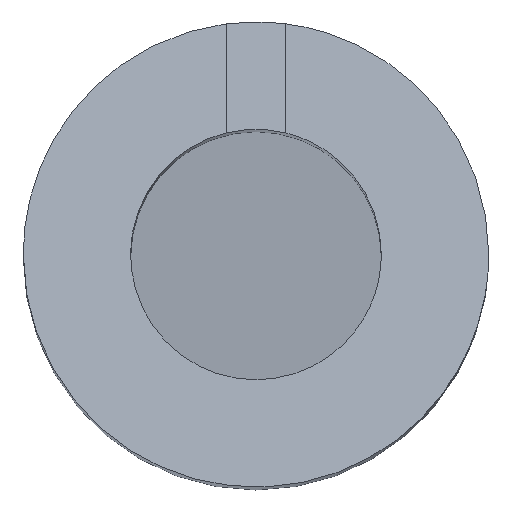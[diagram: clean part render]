
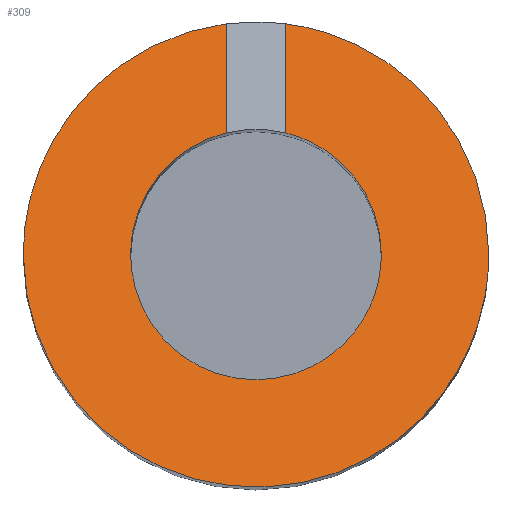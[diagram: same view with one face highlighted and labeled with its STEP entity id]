
A CAD part, top view. The second image highlights one B-rep face of the part: STEP entity #309.
In plain terms, the highlighted planar face has unit normal (0, 0.284, 0.959).
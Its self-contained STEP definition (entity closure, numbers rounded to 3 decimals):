
#2 = ORIENTED_EDGE ( 'NONE', *, *, #155, .T. ) ;
#3 = CARTESIAN_POINT ( 'NONE',  ( -2.1, 0., 26.387 ) ) ;
#6 = CARTESIAN_POINT ( 'NONE',  ( 3.9, 0., 26.387 ) ) ;
#7 = VERTEX_POINT ( 'NONE', #119 ) ;
#17 = DIRECTION ( 'NONE',  ( 0., 0.959, -0.284 ) ) ;
#20 = CARTESIAN_POINT ( 'NONE',  ( 0.5, 3.868, 25.241 ) ) ;
#28 = EDGE_LOOP ( 'NONE', ( #136, #161, #220, #334, #2, #109, #158, #84 ) ) ;
#29 = VERTEX_POINT ( 'NONE', #175 ) ;
#33 = CARTESIAN_POINT ( 'NONE',  ( -2.1, 0., 26.387 ) ) ;
#37 = LINE ( 'NONE', #254, #260 ) ;
#40 = CARTESIAN_POINT ( 'NONE',  ( -3.9, 0., 26.387 ) ) ;
#41 = DIRECTION ( 'NONE',  ( 0., 0.959, -0.284 ) ) ;
#42 = CARTESIAN_POINT ( 'NONE',  ( 0.5, 2.04, 25.782 ) ) ;
#44 = DIRECTION ( 'NONE',  ( 1., 0., 0. ) ) ;
#53 = CARTESIAN_POINT ( 'NONE',  ( -0.5, 2.04, 25.782 ) ) ;
#62 = CARTESIAN_POINT ( 'NONE',  ( 0.5, 3.868, 25.241 ) ) ;
#69 = CARTESIAN_POINT ( 'NONE',  ( -2.1, 0., 26.387 ) ) ;
#70 = EDGE_CURVE ( 'NONE', #323, #116, #37, .T. ) ;
#71 = CARTESIAN_POINT ( 'NONE',  ( -3.9, -7.8, 28.697 ) ) ;
#84 = ORIENTED_EDGE ( 'NONE', *, *, #94, .F. ) ;
#94 = EDGE_CURVE ( 'NONE', #167, #327, #201, .T. ) ;
#103 = CARTESIAN_POINT ( 'NONE',  ( -3.9, 2.058, 25.777 ) ) ;
#109 = ORIENTED_EDGE ( 'NONE', *, *, #70, .F. ) ;
#111 = EDGE_CURVE ( 'NONE', #29, #185, #146, .T. ) ;
#116 = VERTEX_POINT ( 'NONE', #20 ) ;
#117 = CARTESIAN_POINT ( 'NONE',  ( 3.9, -7.8, 28.697 ) ) ;
#118 = EDGE_CURVE ( 'NONE', #185, #300, #166, .T. ) ;
#119 = CARTESIAN_POINT ( 'NONE',  ( 3.9, 0., 26.387 ) ) ;
#136 = ORIENTED_EDGE ( 'NONE', *, *, #169, .F. ) ;
#140 = CARTESIAN_POINT ( 'NONE',  ( 2.1, 0., 26.387 ) ) ;
#145 = CARTESIAN_POINT ( 'NONE',  ( 2.1, 1.007, 26.088 ) ) ;
#146 = LINE ( 'NONE', #256, #336 ) ;
#155 = EDGE_CURVE ( 'NONE', #7, #116, #239, .T. ) ;
#158 = ORIENTED_EDGE ( 'NONE', *, *, #318, .F. ) ;
#161 = ORIENTED_EDGE ( 'NONE', *, *, #111, .T. ) ;
#164 = CARTESIAN_POINT ( 'NONE',  ( 2.541, 3.604, 25.319 ) ) ;
#166 =( BOUNDED_CURVE ( )  B_SPLINE_CURVE ( 3, ( #340, #314, #103, #206 ),
 .UNSPECIFIED., .F., .F. ) 
 B_SPLINE_CURVE_WITH_KNOTS ( ( 4, 4 ),
 ( 0.129, 1.571 ),
 .UNSPECIFIED. ) 
 CURVE ( )  GEOMETRIC_REPRESENTATION_ITEM ( )  RATIONAL_B_SPLINE_CURVE ( ( 1., 0.834, 0.834, 1. ) ) 
 REPRESENTATION_ITEM ( '' )  );
#167 = VERTEX_POINT ( 'NONE', #3 ) ;
#169 = EDGE_CURVE ( 'NONE', #29, #167, #252, .T. ) ;
#175 = CARTESIAN_POINT ( 'NONE',  ( -0.5, 2.04, 25.782 ) ) ;
#176 = CARTESIAN_POINT ( 'NONE',  ( 0.5, 2.04, 25.782 ) ) ;
#178 = CARTESIAN_POINT ( 'NONE',  ( -2.1, -4.2, 27.631 ) ) ;
#183 = CARTESIAN_POINT ( 'NONE',  ( -2.1, 1.007, 26.088 ) ) ;
#185 = VERTEX_POINT ( 'NONE', #218 ) ;
#201 =( BOUNDED_CURVE ( )  B_SPLINE_CURVE ( 3, ( #69, #178, #289, #140 ),
 .UNSPECIFIED., .F., .T. ) 
 B_SPLINE_CURVE_WITH_KNOTS ( ( 4, 4 ),
 ( 1.571, 4.712 ),
 .UNSPECIFIED. ) 
 CURVE ( )  GEOMETRIC_REPRESENTATION_ITEM ( )  RATIONAL_B_SPLINE_CURVE ( ( 1., 0.333, 0.333, 1. ) ) 
 REPRESENTATION_ITEM ( '' )  );
#203 = CARTESIAN_POINT ( 'NONE',  ( -3.9, 0., 26.387 ) ) ;
#206 = CARTESIAN_POINT ( 'NONE',  ( -3.9, 0., 26.387 ) ) ;
#218 = CARTESIAN_POINT ( 'NONE',  ( -0.5, 3.868, 25.241 ) ) ;
#220 = ORIENTED_EDGE ( 'NONE', *, *, #118, .T. ) ;
#227 = CARTESIAN_POINT ( 'NONE',  ( 1.478, 1.8, 25.853 ) ) ;
#231 = CARTESIAN_POINT ( 'NONE',  ( 0., 7.186, 24.258 ) ) ;
#239 =( BOUNDED_CURVE ( )  B_SPLINE_CURVE ( 3, ( #6, #299, #164, #62 ),
 .UNSPECIFIED., .F., .F. ) 
 B_SPLINE_CURVE_WITH_KNOTS ( ( 4, 4 ),
 ( 4.712, 6.155 ),
 .UNSPECIFIED. ) 
 CURVE ( )  GEOMETRIC_REPRESENTATION_ITEM ( )  RATIONAL_B_SPLINE_CURVE ( ( 1., 0.834, 0.834, 1. ) ) 
 REPRESENTATION_ITEM ( '' )  );
#250 = DIRECTION ( 'NONE',  ( 0., 0.284, 0.959 ) ) ;
#252 =( BOUNDED_CURVE ( )  B_SPLINE_CURVE ( 3, ( #53, #326, #183, #33 ),
 .UNSPECIFIED., .F., .F. ) 
 B_SPLINE_CURVE_WITH_KNOTS ( ( 4, 4 ),
 ( 0.24, 1.571 ),
 .UNSPECIFIED. ) 
 CURVE ( )  GEOMETRIC_REPRESENTATION_ITEM ( )  RATIONAL_B_SPLINE_CURVE ( ( 1., 0.858, 0.858, 1. ) ) 
 REPRESENTATION_ITEM ( '' )  );
#254 = CARTESIAN_POINT ( 'NONE',  ( 0.5, 7.186, 24.258 ) ) ;
#256 = CARTESIAN_POINT ( 'NONE',  ( -0.5, 7.186, 24.258 ) ) ;
#260 = VECTOR ( 'NONE', #41, 1000. ) ;
#263 =( BOUNDED_CURVE ( )  B_SPLINE_CURVE ( 3, ( #203, #71, #117, #308 ),
 .UNSPECIFIED., .F., .T. ) 
 B_SPLINE_CURVE_WITH_KNOTS ( ( 4, 4 ),
 ( 1.571, 4.712 ),
 .UNSPECIFIED. ) 
 CURVE ( )  GEOMETRIC_REPRESENTATION_ITEM ( )  RATIONAL_B_SPLINE_CURVE ( ( 1., 0.333, 0.333, 1. ) ) 
 REPRESENTATION_ITEM ( '' )  );
#278 =( BOUNDED_CURVE ( )  B_SPLINE_CURVE ( 3, ( #282, #145, #227, #176 ),
 .UNSPECIFIED., .F., .F. ) 
 B_SPLINE_CURVE_WITH_KNOTS ( ( 4, 4 ),
 ( 4.712, 6.043 ),
 .UNSPECIFIED. ) 
 CURVE ( )  GEOMETRIC_REPRESENTATION_ITEM ( )  RATIONAL_B_SPLINE_CURVE ( ( 1., 0.858, 0.858, 1. ) ) 
 REPRESENTATION_ITEM ( '' )  );
#282 = CARTESIAN_POINT ( 'NONE',  ( 2.1, 0., 26.387 ) ) ;
#287 = FACE_OUTER_BOUND ( 'NONE', #28, .T. ) ;
#289 = CARTESIAN_POINT ( 'NONE',  ( 2.1, -4.2, 27.631 ) ) ;
#290 = EDGE_CURVE ( 'NONE', #300, #7, #263, .T. ) ;
#291 = AXIS2_PLACEMENT_3D ( 'NONE', #231, #250, #44 ) ;
#299 = CARTESIAN_POINT ( 'NONE',  ( 3.9, 2.058, 25.777 ) ) ;
#300 = VERTEX_POINT ( 'NONE', #40 ) ;
#308 = CARTESIAN_POINT ( 'NONE',  ( 3.9, 0., 26.387 ) ) ;
#309 = ADVANCED_FACE ( 'NONE', ( #287 ), #339, .T. ) ;
#314 = CARTESIAN_POINT ( 'NONE',  ( -2.541, 3.604, 25.319 ) ) ;
#318 = EDGE_CURVE ( 'NONE', #327, #323, #278, .T. ) ;
#323 = VERTEX_POINT ( 'NONE', #42 ) ;
#326 = CARTESIAN_POINT ( 'NONE',  ( -1.478, 1.8, 25.853 ) ) ;
#327 = VERTEX_POINT ( 'NONE', #337 ) ;
#334 = ORIENTED_EDGE ( 'NONE', *, *, #290, .T. ) ;
#336 = VECTOR ( 'NONE', #17, 1000. ) ;
#337 = CARTESIAN_POINT ( 'NONE',  ( 2.1, 0., 26.387 ) ) ;
#339 = PLANE ( 'NONE',  #291 ) ;
#340 = CARTESIAN_POINT ( 'NONE',  ( -0.5, 3.868, 25.241 ) ) ;
